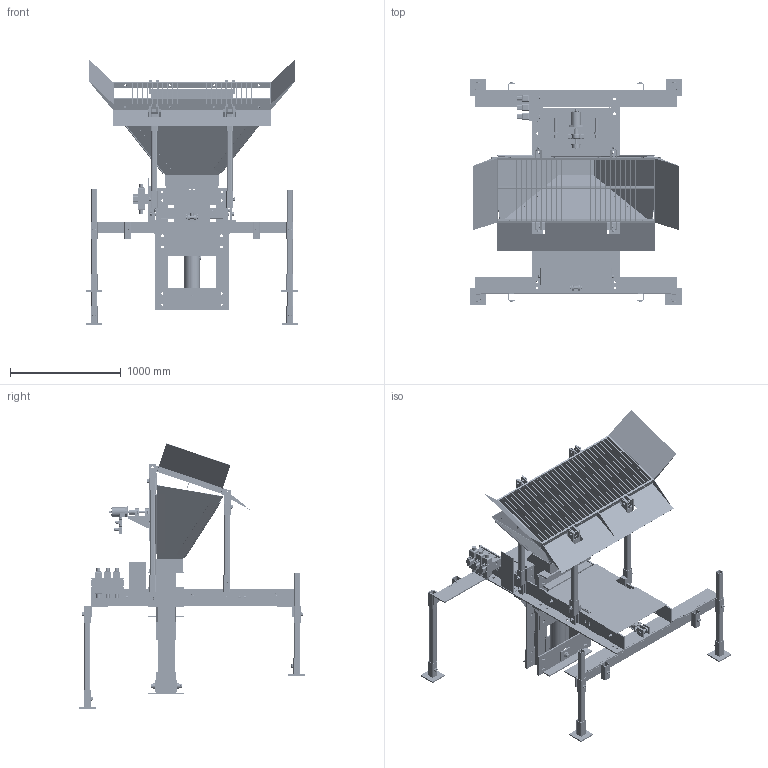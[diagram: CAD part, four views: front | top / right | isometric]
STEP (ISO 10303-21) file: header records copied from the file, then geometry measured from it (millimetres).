
FILE_DESCRIPTION(/* description */ ('Alibre Inc.'),/* implementation_level */ '2;1');
FILE_NAME(/* name */ 'export0',/* time_stamp */ '2014-04-14T00:47:23-05:00',/* author */ (''),/* organization */ (''),/* preprocessor_version */ 'ST-DEVELOPER v14',/* originating_system */ 'Alibre',/* authorisation */ '');
FILE_SCHEMA (('CONFIG_CONTROL_DESIGN'));
Length unit declared in the file: inch
Products named in the file (156): ID_1; ID_2; ID_3; ID_4; ID_5; ID_6; ID_7; ID_8; ID_9; ID_10; ID_11; ID_12; ID_13; ID_14; ID_15; ID_16; ID_17; ID_18; ID_19; ID_20; ID_21; ID_22; 97245A521; ID_23; ID_24; ID_25; ID_26; ID_27; ID_28; ID_29; ID_30; ID_31; ID_32; 5700K14; ID_33; ID_34; ID_35; ID_36; ID_37; ID_38 ...
Bounding box: 1917.7 x 2042.14 x 2389.59 mm (x, y, z)
Volume: 125612360.2 mm3; surface area: 32593825.1 mm2
Topology: 367 solids, 367 shells, 8423 faces, 21568 edges, 14011 vertices
Faces by surface type: plane 5624, cylinder 1874, cone 802, torus 63, bspline 52, sphere 8
Full cylindrical faces by diameter (mm): 6.35 x4, 10.356 x10, 12.7 x8, 13.494 x32, 13.619 x4, 15.875 x16, 16.256 x2, 19.304 x18, 20.32 x6, 20.625 x12, 20.637 x28, 20.638 x42, 20.65 x8, 22.225 x4, 22.454 x4, 25.4 x78, 25.527 x24, 26.67 x4, 27.94 x4, 31.75 x8, 34.925 x8, 53.975 x2
Entity records: 137564 total; most frequent: CARTESIAN_POINT 32344, ORIENTED_EDGE 18572, DIRECTION 15473, EDGE_CURVE 9285, VECTOR 6483, LINE 6483, VERTEX_POINT 6162, AXIS2_PLACEMENT_3D 5645
